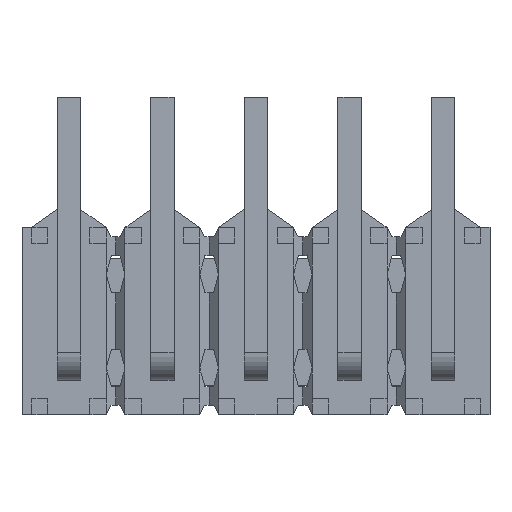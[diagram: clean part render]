
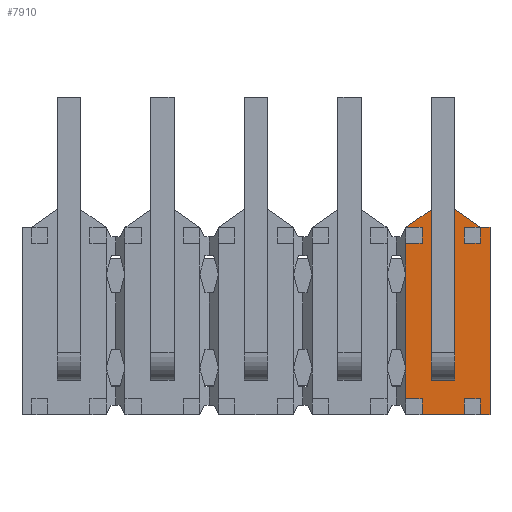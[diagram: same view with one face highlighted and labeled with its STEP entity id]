
A CAD part, front view. The second image highlights one B-rep face of the part: STEP entity #7910.
In plain terms, the highlighted planar face has unit normal (0, -1, 0).
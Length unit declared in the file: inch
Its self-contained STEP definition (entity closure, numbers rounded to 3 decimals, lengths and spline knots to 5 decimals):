
#995=ORIENTED_EDGE('',*,*,#2787,.T.);
#996=ORIENTED_EDGE('',*,*,#3001,.T.);
#997=ORIENTED_EDGE('',*,*,#2831,.F.);
#998=ORIENTED_EDGE('',*,*,#2841,.T.);
#999=ORIENTED_EDGE('',*,*,#3002,.F.);
#1000=ORIENTED_EDGE('',*,*,#2839,.T.);
#1001=ORIENTED_EDGE('',*,*,#2683,.T.);
#1002=ORIENTED_EDGE('',*,*,#2835,.F.);
#1003=ORIENTED_EDGE('',*,*,#3003,.F.);
#1004=ORIENTED_EDGE('',*,*,#2789,.T.);
#1005=ORIENTED_EDGE('',*,*,#2679,.T.);
#1006=ORIENTED_EDGE('',*,*,#2965,.T.);
#1007=ORIENTED_EDGE('',*,*,#2961,.T.);
#1008=ORIENTED_EDGE('',*,*,#3004,.F.);
#1009=ORIENTED_EDGE('',*,*,#2998,.F.);
#1010=ORIENTED_EDGE('',*,*,#3005,.F.);
#1011=ORIENTED_EDGE('',*,*,#2842,.T.);
#1012=ORIENTED_EDGE('',*,*,#2837,.T.);
#1013=ORIENTED_EDGE('',*,*,#3006,.T.);
#1014=ORIENTED_EDGE('',*,*,#2577,.F.);
#1015=ORIENTED_EDGE('',*,*,#2581,.F.);
#1016=ORIENTED_EDGE('',*,*,#2587,.F.);
#1017=ORIENTED_EDGE('',*,*,#2997,.F.);
#1018=ORIENTED_EDGE('',*,*,#2852,.F.);
#1019=ORIENTED_EDGE('',*,*,#2891,.F.);
#1020=ORIENTED_EDGE('',*,*,#2872,.F.);
#1021=ORIENTED_EDGE('',*,*,#2951,.F.);
#1022=ORIENTED_EDGE('',*,*,#2900,.F.);
#1023=ORIENTED_EDGE('',*,*,#2897,.F.);
#1024=ORIENTED_EDGE('',*,*,#2894,.F.);
#2577=EDGE_CURVE('',#3666,#3667,#4421,.T.);
#2581=EDGE_CURVE('',#3670,#3666,#4425,.T.);
#2587=EDGE_CURVE('',#3675,#3670,#4431,.T.);
#2679=EDGE_CURVE('',#3740,#3739,#4523,.T.);
#2683=EDGE_CURVE('',#3744,#3743,#4527,.T.);
#2787=EDGE_CURVE('',#3811,#3810,#4631,.T.);
#2789=EDGE_CURVE('',#3812,#3740,#4633,.T.);
#2831=EDGE_CURVE('',#3837,#3838,#4675,.T.);
#2835=EDGE_CURVE('',#3839,#3743,#4679,.T.);
#2837=EDGE_CURVE('',#3841,#3840,#4681,.T.);
#2839=EDGE_CURVE('',#3842,#3744,#4683,.T.);
#2841=EDGE_CURVE('',#3837,#3811,#4685,.T.);
#2842=EDGE_CURVE('',#3668,#3841,#4686,.T.);
#2852=EDGE_CURVE('',#3844,#3845,#4696,.T.);
#2872=EDGE_CURVE('',#3864,#3865,#4716,.T.);
#2891=EDGE_CURVE('',#3865,#3844,#4735,.T.);
#2894=EDGE_CURVE('',#3884,#3885,#4738,.T.);
#2897=EDGE_CURVE('',#3885,#3887,#4741,.T.);
#2900=EDGE_CURVE('',#3887,#3889,#4744,.T.);
#2951=EDGE_CURVE('',#3889,#3884,#4795,.T.);
#2961=EDGE_CURVE('',#3923,#3924,#4805,.T.);
#2965=EDGE_CURVE('',#3739,#3923,#4809,.T.);
#2997=EDGE_CURVE('',#3845,#3864,#4841,.T.);
#2998=EDGE_CURVE('',#3941,#3942,#4842,.T.);
#3001=EDGE_CURVE('',#3810,#3838,#4845,.T.);
#3002=EDGE_CURVE('',#3842,#3675,#4846,.T.);
#3003=EDGE_CURVE('',#3812,#3839,#4847,.T.);
#3004=EDGE_CURVE('',#3942,#3924,#4848,.T.);
#3005=EDGE_CURVE('',#3668,#3941,#4849,.T.);
#3006=EDGE_CURVE('',#3840,#3667,#4850,.T.);
#3666=VERTEX_POINT('',#11144);
#3667=VERTEX_POINT('',#11146);
#3668=VERTEX_POINT('',#11148);
#3670=VERTEX_POINT('',#11154);
#3675=VERTEX_POINT('',#11166);
#3739=VERTEX_POINT('',#11333);
#3740=VERTEX_POINT('',#11335);
#3743=VERTEX_POINT('',#11341);
#3744=VERTEX_POINT('',#11343);
#3810=VERTEX_POINT('',#11551);
#3811=VERTEX_POINT('',#11553);
#3812=VERTEX_POINT('',#11557);
#3837=VERTEX_POINT('',#11641);
#3838=VERTEX_POINT('',#11642);
#3839=VERTEX_POINT('',#11647);
#3840=VERTEX_POINT('',#11651);
#3841=VERTEX_POINT('',#11653);
#3842=VERTEX_POINT('',#11657);
#3844=VERTEX_POINT('',#11682);
#3845=VERTEX_POINT('',#11684);
#3864=VERTEX_POINT('',#11727);
#3865=VERTEX_POINT('',#11729);
#3884=VERTEX_POINT('',#11775);
#3885=VERTEX_POINT('',#11777);
#3887=VERTEX_POINT('',#11783);
#3889=VERTEX_POINT('',#11789);
#3923=VERTEX_POINT('',#11906);
#3924=VERTEX_POINT('',#11907);
#3941=VERTEX_POINT('',#11975);
#3942=VERTEX_POINT('',#11976);
#4421=LINE('',#11145,#5513);
#4425=LINE('',#11153,#5517);
#4431=LINE('',#11165,#5523);
#4523=LINE('',#11334,#5615);
#4527=LINE('',#11342,#5619);
#4631=LINE('',#11552,#5723);
#4633=LINE('',#11556,#5725);
#4675=LINE('',#11640,#5767);
#4679=LINE('',#11648,#5771);
#4681=LINE('',#11652,#5773);
#4683=LINE('',#11656,#5775);
#4685=LINE('',#11660,#5777);
#4686=LINE('',#11662,#5778);
#4696=LINE('',#11683,#5788);
#4716=LINE('',#11728,#5808);
#4735=LINE('',#11770,#5827);
#4738=LINE('',#11776,#5830);
#4741=LINE('',#11782,#5833);
#4744=LINE('',#11788,#5836);
#4795=LINE('',#11890,#5887);
#4805=LINE('',#11905,#5897);
#4809=LINE('',#11914,#5901);
#4841=LINE('',#11972,#5933);
#4842=LINE('',#11974,#5934);
#4845=LINE('',#11980,#5937);
#4846=LINE('',#11981,#5938);
#4847=LINE('',#11982,#5939);
#4848=LINE('',#11983,#5940);
#4849=LINE('',#11984,#5941);
#4850=LINE('',#11985,#5942);
#5513=VECTOR('',#8967,39.37008);
#5517=VECTOR('',#8973,39.37008);
#5523=VECTOR('',#8981,39.37008);
#5615=VECTOR('',#9097,39.37008);
#5619=VECTOR('',#9101,39.37008);
#5723=VECTOR('',#9283,39.37008);
#5725=VECTOR('',#9287,39.37008);
#5767=VECTOR('',#9363,39.37008);
#5771=VECTOR('',#9369,39.37008);
#5773=VECTOR('',#9373,39.37008);
#5775=VECTOR('',#9377,39.37008);
#5777=VECTOR('',#9381,39.37008);
#5778=VECTOR('',#9384,39.37008);
#5788=VECTOR('',#9412,39.37008);
#5808=VECTOR('',#9442,39.37008);
#5827=VECTOR('',#9471,39.37008);
#5830=VECTOR('',#9476,39.37008);
#5833=VECTOR('',#9481,39.37008);
#5836=VECTOR('',#9486,39.37008);
#5887=VECTOR('',#9571,39.37008);
#5897=VECTOR('',#9591,39.37008);
#5901=VECTOR('',#9597,39.37008);
#5933=VECTOR('',#9653,39.37008);
#5934=VECTOR('',#9656,39.37008);
#5937=VECTOR('',#9661,39.37008);
#5938=VECTOR('',#9662,39.37008);
#5939=VECTOR('',#9663,39.37008);
#5940=VECTOR('',#9664,39.37008);
#5941=VECTOR('',#9665,39.37008);
#5942=VECTOR('',#9666,39.37008);
#6566=EDGE_LOOP('',(#995,#996,#997,#998));
#6567=EDGE_LOOP('',(#999,#1000,#1001,#1002,#1003,#1004,#1005,#1006,#1007,
#1008,#1009,#1010,#1011,#1012,#1013,#1014,#1015,#1016));
#6568=EDGE_LOOP('',(#1017,#1018,#1019,#1020));
#6569=EDGE_LOOP('',(#1021,#1022,#1023,#1024));
#7038=FACE_BOUND('',#6566,.T.);
#7039=FACE_BOUND('',#6567,.T.);
#7040=FACE_BOUND('',#6568,.T.);
#7041=FACE_BOUND('',#6569,.T.);
#7500=PLANE('',#8366);
#7910=ADVANCED_FACE('',(#7038,#7039,#7040,#7041),#7500,.F.);
#8366=AXIS2_PLACEMENT_3D('',#11979,#9659,#9660);
#8967=DIRECTION('',(0.,0.,1.));
#8973=DIRECTION('',(0.,0.,1.));
#8981=DIRECTION('',(0.,0.,1.));
#9097=DIRECTION('',(1.,0.,0.));
#9101=DIRECTION('',(1.,0.,0.));
#9283=DIRECTION('',(0.,0.,-1.));
#9287=DIRECTION('',(0.,0.,-1.));
#9363=DIRECTION('',(0.,0.,-1.));
#9369=DIRECTION('',(0.,0.,-1.));
#9373=DIRECTION('',(0.,0.,-1.));
#9377=DIRECTION('',(0.,0.,-1.));
#9381=DIRECTION('',(1.,0.,0.));
#9384=DIRECTION('',(1.,0.,0.));
#9412=DIRECTION('',(0.,0.,1.));
#9442=DIRECTION('',(0.,0.,-1.));
#9471=DIRECTION('',(1.,0.,0.));
#9476=DIRECTION('',(1.,0.,0.));
#9481=DIRECTION('',(0.,0.,1.));
#9486=DIRECTION('',(-1.,0.,0.));
#9571=DIRECTION('',(0.,0.,-1.));
#9591=DIRECTION('',(-1.,0.,0.));
#9597=DIRECTION('',(0.,0.,1.));
#9653=DIRECTION('',(-1.,0.,0.));
#9656=DIRECTION('',(1.,0.,0.));
#9659=DIRECTION('',(0.,1.,0.));
#9660=DIRECTION('',(0.,0.,1.));
#9661=DIRECTION('',(-1.,0.,0.));
#9662=DIRECTION('',(-1.,0.,0.));
#9663=DIRECTION('',(-1.,0.,0.));
#9664=DIRECTION('',(0.819,0.,-0.574));
#9665=DIRECTION('',(0.819,0.,0.574));
#9666=DIRECTION('',(-1.,0.,0.));
#11144=CARTESIAN_POINT('',(0.16,0.02,0.05));
#11145=CARTESIAN_POINT('',(0.16,0.02,0.5));
#11146=CARTESIAN_POINT('',(0.16,0.02,0.083));
#11148=CARTESIAN_POINT('',(0.16,0.02,0.1));
#11153=CARTESIAN_POINT('',(0.16,0.02,0.5));
#11154=CARTESIAN_POINT('',(0.16,0.02,-0.05));
#11165=CARTESIAN_POINT('',(0.16,0.02,0.5));
#11166=CARTESIAN_POINT('',(0.16,0.02,-0.083));
#11333=CARTESIAN_POINT('',(0.25,0.02,-0.1));
#11334=CARTESIAN_POINT('',(0.25,0.02,-0.1));
#11335=CARTESIAN_POINT('',(0.2396,0.02,-0.1));
#11341=CARTESIAN_POINT('',(0.2226,0.02,-0.1));
#11342=CARTESIAN_POINT('',(0.25,0.02,-0.1));
#11343=CARTESIAN_POINT('',(0.1774,0.02,-0.1));
#11551=CARTESIAN_POINT('',(0.2396,0.02,0.083));
#11552=CARTESIAN_POINT('',(0.2396,0.02,0.2));
#11553=CARTESIAN_POINT('',(0.2396,0.02,0.1));
#11556=CARTESIAN_POINT('',(0.2396,0.02,0.2));
#11557=CARTESIAN_POINT('',(0.2396,0.02,-0.083));
#11640=CARTESIAN_POINT('',(0.2226,0.02,0.2));
#11641=CARTESIAN_POINT('',(0.2226,0.02,0.1));
#11642=CARTESIAN_POINT('',(0.2226,0.02,0.083));
#11647=CARTESIAN_POINT('',(0.2226,0.02,-0.083));
#11648=CARTESIAN_POINT('',(0.2226,0.02,0.2));
#11651=CARTESIAN_POINT('',(0.1774,0.02,0.083));
#11652=CARTESIAN_POINT('',(0.1774,0.02,0.2));
#11653=CARTESIAN_POINT('',(0.1774,0.02,0.1));
#11656=CARTESIAN_POINT('',(0.1774,0.02,0.2));
#11657=CARTESIAN_POINT('',(0.1774,0.02,-0.083));
#11660=CARTESIAN_POINT('',(-0.25,0.02,0.1));
#11662=CARTESIAN_POINT('',(-0.25,0.02,0.1));
#11682=CARTESIAN_POINT('',(0.2125,0.02,0.0365));
#11683=CARTESIAN_POINT('',(0.2125,0.02,0.0615));
#11684=CARTESIAN_POINT('',(0.2125,0.02,0.045));
#11727=CARTESIAN_POINT('',(0.1875,0.02,0.045));
#11728=CARTESIAN_POINT('',(0.1875,0.02,0.0365));
#11729=CARTESIAN_POINT('',(0.1875,0.02,0.0365));
#11770=CARTESIAN_POINT('',(0.2125,0.02,0.0365));
#11775=CARTESIAN_POINT('',(0.1875,0.02,-0.0635));
#11776=CARTESIAN_POINT('',(0.2125,0.02,-0.0635));
#11777=CARTESIAN_POINT('',(0.2125,0.02,-0.0635));
#11782=CARTESIAN_POINT('',(0.2125,0.02,-0.0385));
#11783=CARTESIAN_POINT('',(0.2125,0.02,-0.0385));
#11788=CARTESIAN_POINT('',(0.1875,0.02,-0.0385));
#11789=CARTESIAN_POINT('',(0.1875,0.02,-0.0385));
#11890=CARTESIAN_POINT('',(0.1875,0.02,-0.0635));
#11905=CARTESIAN_POINT('',(-0.25,0.02,0.1));
#11906=CARTESIAN_POINT('',(0.25,0.02,0.1));
#11907=CARTESIAN_POINT('',(0.24,0.02,0.1));
#11914=CARTESIAN_POINT('',(0.25,0.02,0.1));
#11972=CARTESIAN_POINT('',(0.24,0.02,0.045));
#11974=CARTESIAN_POINT('',(0.1871,0.02,0.119));
#11975=CARTESIAN_POINT('',(0.1871,0.02,0.119));
#11976=CARTESIAN_POINT('',(0.2129,0.02,0.119));
#11979=CARTESIAN_POINT('',(0.,0.02,0.));
#11980=CARTESIAN_POINT('',(0.5,0.02,0.083));
#11981=CARTESIAN_POINT('',(0.5,0.02,-0.083));
#11982=CARTESIAN_POINT('',(0.5,0.02,-0.083));
#11983=CARTESIAN_POINT('',(0.2129,0.02,0.119));
#11984=CARTESIAN_POINT('',(0.16,0.02,0.1));
#11985=CARTESIAN_POINT('',(0.5,0.02,0.083));
